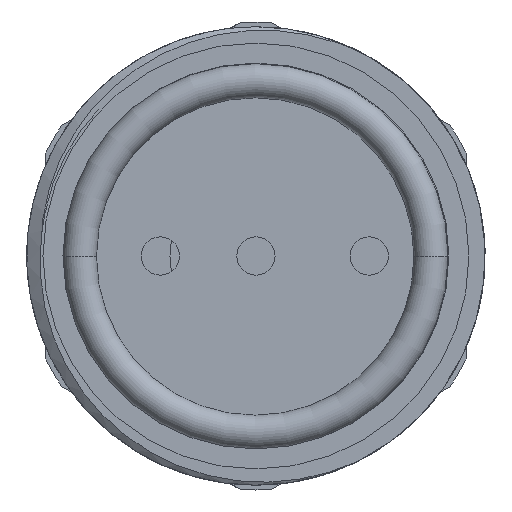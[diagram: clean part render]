
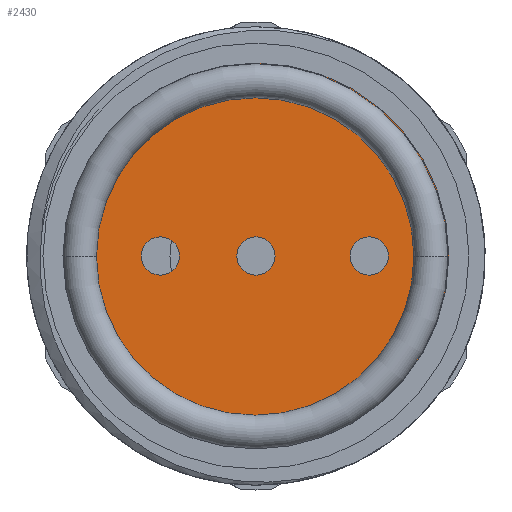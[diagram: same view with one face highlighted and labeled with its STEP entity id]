
A CAD part, front view. The second image highlights one B-rep face of the part: STEP entity #2430.
In plain terms, the highlighted planar face has unit normal (0, -1, 0).
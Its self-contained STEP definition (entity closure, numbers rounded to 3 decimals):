
#55 = EDGE_CURVE ( 'NONE', #4260, #1467, #2505, .T. ) ;
#79 = VERTEX_POINT ( 'NONE', #4712 ) ;
#123 = ORIENTED_EDGE ( 'NONE', *, *, #3778, .T. ) ;
#216 = EDGE_LOOP ( 'NONE', ( #1432, #2552 ) ) ;
#390 = DIRECTION ( 'NONE',  ( 0., -1., 0. ) ) ;
#394 = VERTEX_POINT ( 'NONE', #991 ) ;
#417 = CARTESIAN_POINT ( 'NONE',  ( 0., -6.6, 0. ) ) ;
#422 = CARTESIAN_POINT ( 'NONE',  ( -5., -6.6, 0. ) ) ;
#434 = AXIS2_PLACEMENT_3D ( 'NONE', #2996, #765, #3378 ) ;
#466 = CARTESIAN_POINT ( 'NONE',  ( -5., -6.6, 1. ) ) ;
#503 = DIRECTION ( 'NONE',  ( 0., -1., 0. ) ) ;
#520 = DIRECTION ( 'NONE',  ( 0., 0., -1. ) ) ;
#641 = CIRCLE ( 'NONE', #739, 1. ) ;
#682 = ORIENTED_EDGE ( 'NONE', *, *, #2476, .F. ) ;
#739 = AXIS2_PLACEMENT_3D ( 'NONE', #3897, #1672, #4288 ) ;
#765 = DIRECTION ( 'NONE',  ( 0., -1., 0. ) ) ;
#815 = DIRECTION ( 'NONE',  ( 0., 0., -1. ) ) ;
#819 = DIRECTION ( 'NONE',  ( 0., 0., -1. ) ) ;
#855 = AXIS2_PLACEMENT_3D ( 'NONE', #902, #3137, #520 ) ;
#861 = ORIENTED_EDGE ( 'NONE', *, *, #2050, .F. ) ;
#902 = CARTESIAN_POINT ( 'NONE',  ( 5.93, -6.6, 0. ) ) ;
#983 = CIRCLE ( 'NONE', #2988, 1. ) ;
#991 = CARTESIAN_POINT ( 'NONE',  ( 5.93, -6.6, 1. ) ) ;
#1244 = EDGE_CURVE ( 'NONE', #2216, #394, #3379, .T. ) ;
#1291 = CIRCLE ( 'NONE', #434, 1. ) ;
#1432 = ORIENTED_EDGE ( 'NONE', *, *, #1244, .F. ) ;
#1457 = DIRECTION ( 'NONE',  ( 0., -1., 0. ) ) ;
#1467 = VERTEX_POINT ( 'NONE', #1677 ) ;
#1520 = CARTESIAN_POINT ( 'NONE',  ( 0., -6.6, 0. ) ) ;
#1672 = DIRECTION ( 'NONE',  ( 0., -1., 0. ) ) ;
#1677 = CARTESIAN_POINT ( 'NONE',  ( 0., -6.6, 10.1 ) ) ;
#1751 = AXIS2_PLACEMENT_3D ( 'NONE', #1520, #1457, #2343 ) ;
#1873 = CARTESIAN_POINT ( 'NONE',  ( 0., -6.6, 0. ) ) ;
#1900 = EDGE_CURVE ( 'NONE', #3345, #79, #983, .T. ) ;
#1994 = CIRCLE ( 'NONE', #4602, 10.1 ) ;
#2050 = EDGE_CURVE ( 'NONE', #4412, #4778, #4612, .T. ) ;
#2216 = VERTEX_POINT ( 'NONE', #3975 ) ;
#2228 = CARTESIAN_POINT ( 'NONE',  ( 0., -6.6, -10.1 ) ) ;
#2248 = DIRECTION ( 'NONE',  ( 0., 0., -1. ) ) ;
#2286 = AXIS2_PLACEMENT_3D ( 'NONE', #422, #3052, #819 ) ;
#2343 = DIRECTION ( 'NONE',  ( 0., 0., -1. ) ) ;
#2399 = FACE_OUTER_BOUND ( 'NONE', #3490, .T. ) ;
#2430 = ADVANCED_FACE ( 'NONE', ( #3507, #4407, #3398, #2399 ), #4476, .T. ) ;
#2476 = EDGE_CURVE ( 'NONE', #79, #3345, #1291, .T. ) ;
#2505 = CIRCLE ( 'NONE', #1751, 10.1 ) ;
#2552 = ORIENTED_EDGE ( 'NONE', *, *, #3921, .F. ) ;
#2638 = CARTESIAN_POINT ( 'NONE',  ( 0., -6.6, 0. ) ) ;
#2748 = CARTESIAN_POINT ( 'NONE',  ( -5., -6.6, 0. ) ) ;
#2950 = ORIENTED_EDGE ( 'NONE', *, *, #3076, .F. ) ;
#2957 = EDGE_LOOP ( 'NONE', ( #2950, #861 ) ) ;
#2988 = AXIS2_PLACEMENT_3D ( 'NONE', #417, #3048, #815 ) ;
#2996 = CARTESIAN_POINT ( 'NONE',  ( 0., -6.6, 0. ) ) ;
#3012 = DIRECTION ( 'NONE',  ( 0., 0., -1. ) ) ;
#3048 = DIRECTION ( 'NONE',  ( 0., -1., 0. ) ) ;
#3052 = DIRECTION ( 'NONE',  ( 0., -1., 0. ) ) ;
#3076 = EDGE_CURVE ( 'NONE', #4778, #4412, #4877, .T. ) ;
#3097 = ORIENTED_EDGE ( 'NONE', *, *, #1900, .F. ) ;
#3122 = DIRECTION ( 'NONE',  ( 0., 0., -1. ) ) ;
#3137 = DIRECTION ( 'NONE',  ( 0., -1., 0. ) ) ;
#3219 = EDGE_LOOP ( 'NONE', ( #682, #3097 ) ) ;
#3240 = CARTESIAN_POINT ( 'NONE',  ( -5., -6.6, -1. ) ) ;
#3345 = VERTEX_POINT ( 'NONE', #4305 ) ;
#3378 = DIRECTION ( 'NONE',  ( 0., 0., -1. ) ) ;
#3379 = CIRCLE ( 'NONE', #855, 1. ) ;
#3398 = FACE_BOUND ( 'NONE', #3219, .T. ) ;
#3490 = EDGE_LOOP ( 'NONE', ( #3880, #123 ) ) ;
#3507 = FACE_BOUND ( 'NONE', #2957, .T. ) ;
#3778 = EDGE_CURVE ( 'NONE', #1467, #4260, #1994, .T. ) ;
#3880 = ORIENTED_EDGE ( 'NONE', *, *, #55, .T. ) ;
#3897 = CARTESIAN_POINT ( 'NONE',  ( 5.93, -6.6, 0. ) ) ;
#3921 = EDGE_CURVE ( 'NONE', #394, #2216, #641, .T. ) ;
#3975 = CARTESIAN_POINT ( 'NONE',  ( 5.93, -6.6, -1. ) ) ;
#4248 = AXIS2_PLACEMENT_3D ( 'NONE', #2748, #503, #3122 ) ;
#4260 = VERTEX_POINT ( 'NONE', #2228 ) ;
#4288 = DIRECTION ( 'NONE',  ( 0., 0., -1. ) ) ;
#4305 = CARTESIAN_POINT ( 'NONE',  ( 0., -6.6, 1. ) ) ;
#4407 = FACE_BOUND ( 'NONE', #216, .T. ) ;
#4412 = VERTEX_POINT ( 'NONE', #466 ) ;
#4476 = PLANE ( 'NONE',  #4838 ) ;
#4492 = DIRECTION ( 'NONE',  ( 0., -1., 0. ) ) ;
#4602 = AXIS2_PLACEMENT_3D ( 'NONE', #2638, #390, #3012 ) ;
#4612 = CIRCLE ( 'NONE', #4248, 1. ) ;
#4712 = CARTESIAN_POINT ( 'NONE',  ( 0., -6.6, -1. ) ) ;
#4778 = VERTEX_POINT ( 'NONE', #3240 ) ;
#4838 = AXIS2_PLACEMENT_3D ( 'NONE', #1873, #4492, #2248 ) ;
#4877 = CIRCLE ( 'NONE', #2286, 1. ) ;
